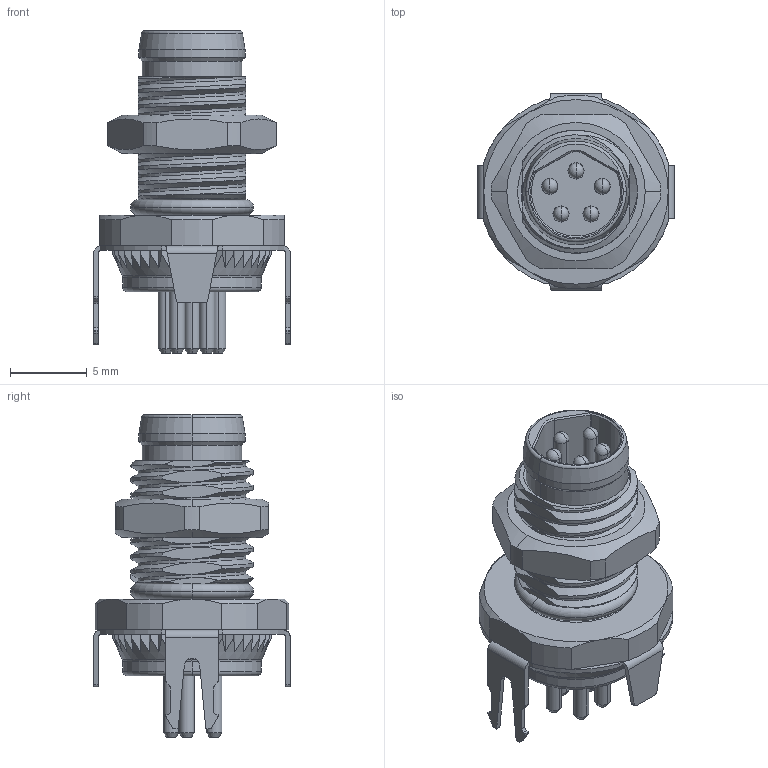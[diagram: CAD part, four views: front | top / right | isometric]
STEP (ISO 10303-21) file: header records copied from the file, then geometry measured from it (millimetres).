
FILE_DESCRIPTION((''),'2;1');
FILE_NAME('PRT0001225_5','2025-09-23T',('gongcheng16'),(''),'PRO/ENGINEER BY PARAMETRIC TECHNOLOGY CORPORATION, 2010280','PRO/ENGINEER BY PARAMETRIC TECHNOLOGY CORPORATION, 2010280','');
FILE_SCHEMA(('CONFIG_CONTROL_DESIGN'));
Length unit declared in the file: millimetre
Products named in the file (1): PRT0001225_5
Bounding box: 12.8 x 12.8 x 21 mm (x, y, z)
Volume: 359.3 mm3; surface area: 2561.6 mm2
Topology: 1 solids, 10 shells, 690 faces, 1746 edges, 1105 vertices
Faces by surface type: plane 307, cylinder 233, cone 82, bspline 43, torus 15, sphere 10
Entity records: 28601 total; most frequent: CARTESIAN_POINT 12188, ORIENTED_EDGE 3472, DIRECTION 3336, EDGE_CURVE 1736, AXIS2_PLACEMENT_3D 1242, VERTEX_POINT 1105, VECTOR 852, LINE 852
